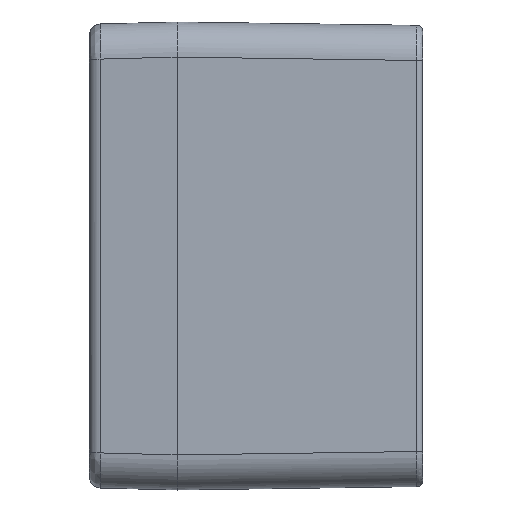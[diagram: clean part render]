
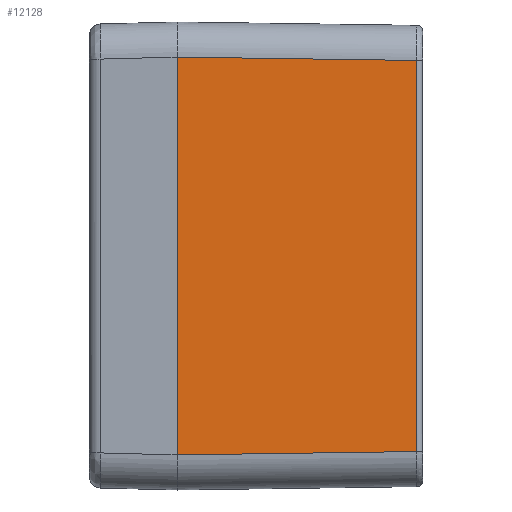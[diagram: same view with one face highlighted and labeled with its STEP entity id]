
A CAD part, left-side view. The second image highlights one B-rep face of the part: STEP entity #12128.
In plain terms, the highlighted planar face has unit normal (-1, -0.014, 0).
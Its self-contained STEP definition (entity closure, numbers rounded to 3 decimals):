
#211 = CARTESIAN_POINT ( 'NONE',  ( -62.5, 42., 34.001 ) ) ;
#435 = EDGE_CURVE ( 'NONE', #6191, #13719, #3178, .T. ) ;
#1239 = B_SPLINE_CURVE_WITH_KNOTS ( 'NONE', 3,
 ( #14948, #11596, #13951, #13872 ),
 .UNSPECIFIED., .F., .F.,
 ( 4, 4 ),
 ( 0., 1. ),
 .UNSPECIFIED. ) ;
#1668 = CARTESIAN_POINT ( 'NONE',  ( -62.5, 42., -34.001 ) ) ;
#2014 = ORIENTED_EDGE ( 'NONE', *, *, #435, .T. ) ;
#2263 = EDGE_CURVE ( 'NONE', #6191, #7088, #6281, .T. ) ;
#2438 = CARTESIAN_POINT ( 'NONE',  ( -61.927, 0.986, -33.428 ) ) ;
#2627 = ORIENTED_EDGE ( 'NONE', *, *, #5239, .F. ) ;
#2791 = DIRECTION ( 'NONE',  ( -1., -0.014, 0. ) ) ;
#2802 = EDGE_CURVE ( 'NONE', #9699, #13719, #5649, .T. ) ;
#3004 = CARTESIAN_POINT ( 'NONE',  ( -61.927, 0.986, -33.428 ) ) ;
#3178 = B_SPLINE_CURVE_WITH_KNOTS ( 'NONE', 3,
 ( #4137, #5051, #8728, #3004 ),
 .UNSPECIFIED., .F., .F.,
 ( 4, 4 ),
 ( 0., 1. ),
 .UNSPECIFIED. ) ;
#3497 = CARTESIAN_POINT ( 'NONE',  ( -61.927, 0.986, -11.142 ) ) ;
#3998 = DIRECTION ( 'NONE',  ( -0.014, 1., 0. ) ) ;
#4031 = DIRECTION ( 'NONE',  ( 0., 0., 1. ) ) ;
#4137 = CARTESIAN_POINT ( 'NONE',  ( -62.5, 42., -34.001 ) ) ;
#5051 = CARTESIAN_POINT ( 'NONE',  ( -62.309, 28.329, -33.81 ) ) ;
#5168 = CARTESIAN_POINT ( 'NONE',  ( -62.5, 42., -34.001 ) ) ;
#5239 = EDGE_CURVE ( 'NONE', #7088, #9699, #1239, .T. ) ;
#5649 = B_SPLINE_CURVE_WITH_KNOTS ( 'NONE', 3,
 ( #11204, #6744, #3497, #13013 ),
 .UNSPECIFIED., .F., .F.,
 ( 4, 4 ),
 ( 0., 1. ),
 .UNSPECIFIED. ) ;
#6191 = VERTEX_POINT ( 'NONE', #1668 ) ;
#6281 = LINE ( 'NONE', #5168, #8069 ) ;
#6594 = EDGE_LOOP ( 'NONE', ( #2627, #8792, #2014, #14589 ) ) ;
#6744 = CARTESIAN_POINT ( 'NONE',  ( -61.927, 0.986, 11.143 ) ) ;
#7088 = VERTEX_POINT ( 'NONE', #211 ) ;
#8069 = VECTOR ( 'NONE', #4031, 1000. ) ;
#8728 = CARTESIAN_POINT ( 'NONE',  ( -62.118, 14.657, -33.619 ) ) ;
#8792 = ORIENTED_EDGE ( 'NONE', *, *, #2263, .F. ) ;
#9699 = VERTEX_POINT ( 'NONE', #12095 ) ;
#11204 = CARTESIAN_POINT ( 'NONE',  ( -61.927, 0.986, 33.428 ) ) ;
#11596 = CARTESIAN_POINT ( 'NONE',  ( -62.309, 28.329, 33.81 ) ) ;
#12095 = CARTESIAN_POINT ( 'NONE',  ( -61.927, 0.986, 33.428 ) ) ;
#12128 = ADVANCED_FACE ( 'NONE', ( #14024 ), #13125, .T. ) ;
#12349 = AXIS2_PLACEMENT_3D ( 'NONE', #14266, #2791, #3998 ) ;
#13013 = CARTESIAN_POINT ( 'NONE',  ( -61.927, 0.986, -33.428 ) ) ;
#13125 = PLANE ( 'NONE',  #12349 ) ;
#13719 = VERTEX_POINT ( 'NONE', #2438 ) ;
#13872 = CARTESIAN_POINT ( 'NONE',  ( -61.927, 0.986, 33.428 ) ) ;
#13951 = CARTESIAN_POINT ( 'NONE',  ( -62.118, 14.657, 33.619 ) ) ;
#14024 = FACE_OUTER_BOUND ( 'NONE', #6594, .T. ) ;
#14266 = CARTESIAN_POINT ( 'NONE',  ( -62.5, 42., -42.959 ) ) ;
#14589 = ORIENTED_EDGE ( 'NONE', *, *, #2802, .F. ) ;
#14948 = CARTESIAN_POINT ( 'NONE',  ( -62.5, 42., 34.001 ) ) ;
